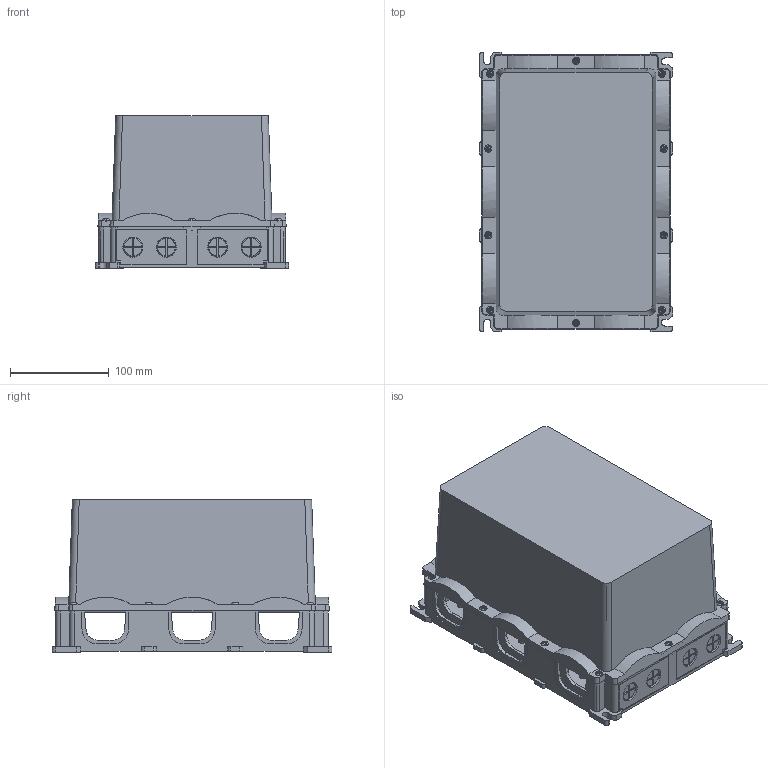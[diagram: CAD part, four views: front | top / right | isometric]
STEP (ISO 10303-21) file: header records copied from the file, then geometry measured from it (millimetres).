
FILE_DESCRIPTION(('CATIA V5 STEP Exchange','CAx-IF Rec.Pracs.--- Model Styling and Organization---1.4--- 2014-01-23'),'2;1');
FILE_NAME ('D1408202_2_2632940000_2632930000.stp','2020-03-09T12:55:54+00:00',('none'),('Weidmueller'),'CATIA Version 5-6 Release 2016 SP3 HF44','CATIA V5 STEP AP214','none');
FILE_SCHEMA(('AUTOMOTIVE_DESIGN { 1 0 10303 214 1 1 1 1 }'));
Products named in the file (1): 2632930000
Bounding box: 196 x 284 x 155 mm (x, y, z)
Volume: 783961.8 mm3; surface area: 537480.8 mm2
Topology: 3 solids, 3 shells, 2569 faces, 6678 edges, 4190 vertices
Faces by surface type: plane 1215, cylinder 774, cone 242, torus 194, sphere 88, bspline 56
Entity records: 80141 total; most frequent: CARTESIAN_POINT 21156, ORIENTED_EDGE 13220, DIRECTION 8858, EDGE_CURVE 6610, VERTEX_POINT 4190, VECTOR 3732, LINE 3732, AXIS2_PLACEMENT_3D 3498
